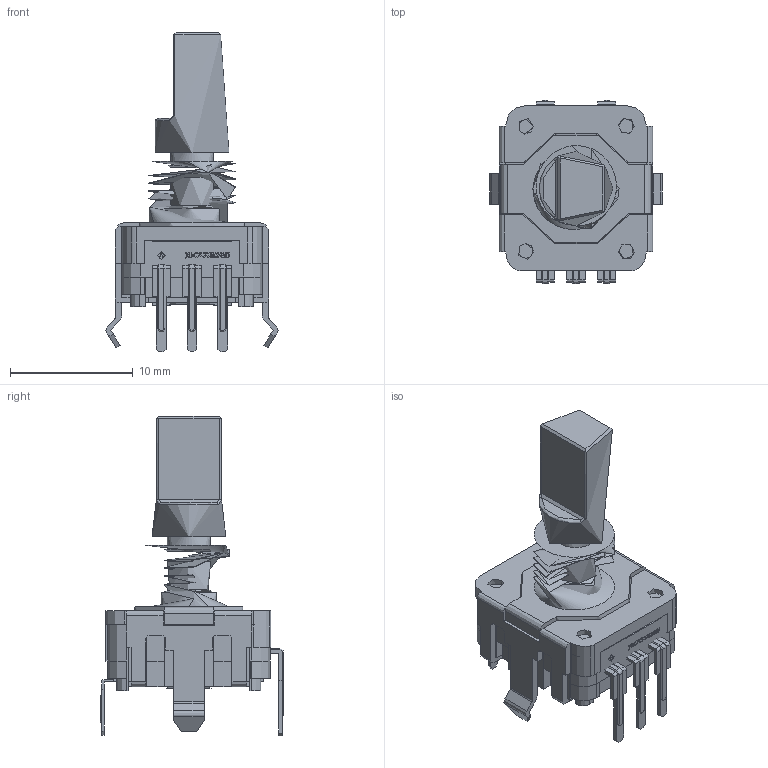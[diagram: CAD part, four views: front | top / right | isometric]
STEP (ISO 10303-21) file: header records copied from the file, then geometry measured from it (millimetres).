
FILE_DESCRIPTION(/* description */ (''),/* implementation_level */ '2;1');
FILE_NAME(/* name */ '2.stp',/* time_stamp */ '2021-02-11T20:34:51+02:00',/* author */ ('k'),/* organization */ (''),/* preprocessor_version */ 'ST-DEVELOPER v15.6',/* originating_system */ 'Autodesk Inventor 2015',/* authorisation */ '');
FILE_SCHEMA (('AUTOMOTIVE_DESIGN { 1 0 10303 214 3 1 1 }'));
Products named in the file (16): 1; 2; 3; 4; 5; 6; 7; 8; 9; pec11r-4x25f-sxxxx; 10; Bourns Logo; 11; 12
Bounding box: 13.99 x 14.9 x 25.97 mm (x, y, z)
Volume: 1326.9 mm3; surface area: 2887.3 mm2
Topology: 41 solids, 43 shells, 903 faces, 2440 edges, 1625 vertices
Faces by surface type: plane 602, cylinder 145, bspline 138, torus 14, cone 4
Full cylindrical faces by diameter (mm): 0.591 x1, 0.675 x1, 1.3 x8, 1.5 x1, 3.5 x3, 3.6 x1, 4.5 x2, 6 x2
Entity records: 35517 total; most frequent: CARTESIAN_POINT 13248, ORIENTED_EDGE 4806, DIRECTION 4010, EDGE_CURVE 2403, LINE 1758, VECTOR 1758, VERTEX_POINT 1610, AXIS2_PLACEMENT_3D 1126
